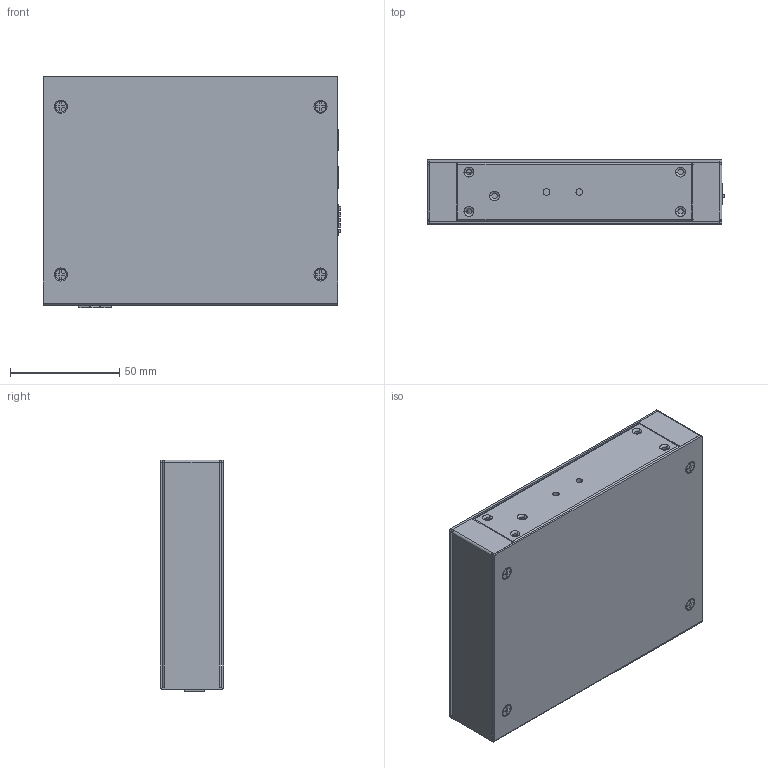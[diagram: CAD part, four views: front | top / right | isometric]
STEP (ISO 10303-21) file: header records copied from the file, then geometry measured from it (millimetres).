
FILE_DESCRIPTION((''),'2;1');
FILE_NAME('EDS-G205A-4POE-1GSFP_FOR_PZ','2015-12-03T',('Dacia_Yao'),('PTC'),'PRO/ENGINEER BY PARAMETRIC TECHNOLOGY CORPORATION, 2013230','PRO/ENGINEER BY PARAMETRIC TECHNOLOGY CORPORATION, 2013230','');
FILE_SCHEMA(('AUTOMOTIVE_DESIGN { 1 0 10303 214 1 1 1 1 }'));
Length unit declared in the file: millimetre
Products named in the file (1): EDS-G205A-4POE-1GSFP_FOR_PZ
Bounding box: 136.2 x 29.2 x 106.2 mm (x, y, z)
Volume: 82375.7 mm3; surface area: 134916.8 mm2
Topology: 17 solids, 24 shells, 1429 faces, 3417 edges, 2196 vertices
Faces by surface type: plane 865, cylinder 454, torus 38, cone 32, bspline 32, sphere 8
Entity records: 51238 total; most frequent: CARTESIAN_POINT 10908, DIRECTION 7153, ORIENTED_EDGE 6818, EDGE_CURVE 3409, AXIS2_PLACEMENT_3D 2467, VECTOR 2219, LINE 2219, VERTEX_POINT 2196
